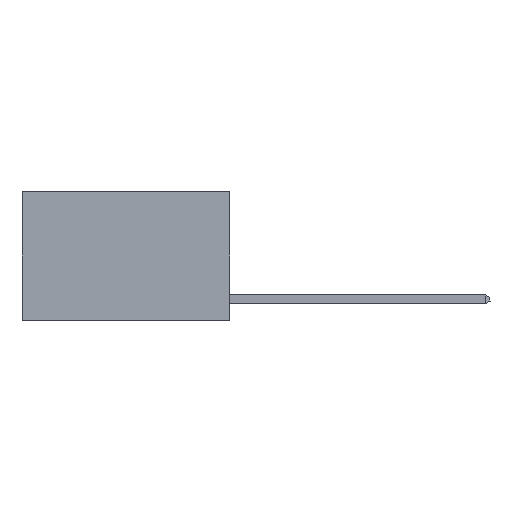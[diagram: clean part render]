
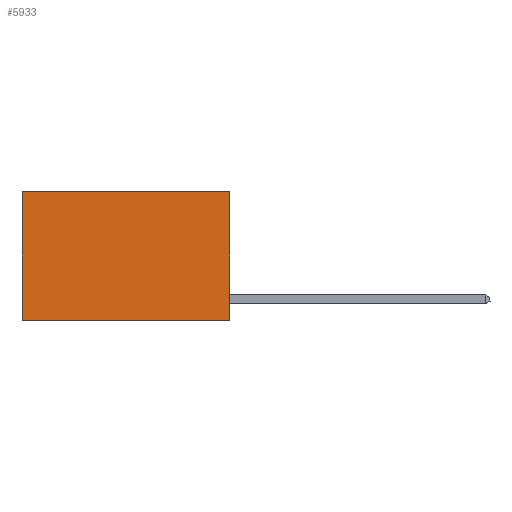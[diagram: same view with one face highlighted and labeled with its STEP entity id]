
A CAD part, left-side view. The second image highlights one B-rep face of the part: STEP entity #5933.
In plain terms, the highlighted planar face has unit normal (-1, 0, 0).
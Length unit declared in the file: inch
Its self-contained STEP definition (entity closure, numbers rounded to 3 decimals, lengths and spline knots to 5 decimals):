
#6 = LINE ( 'NONE', #17595, #12063 ) ;
#379 = CARTESIAN_POINT ( 'NONE',  ( 0.2625, 0., 0. ) ) ;
#1016 = VERTEX_POINT ( 'NONE', #17702 ) ;
#1139 = FACE_OUTER_BOUND ( 'NONE', #19640, .T. ) ;
#1186 = CARTESIAN_POINT ( 'NONE',  ( 0.2625, 0., 0. ) ) ;
#1612 = ORIENTED_EDGE ( 'NONE', *, *, #4298, .T. ) ;
#2615 = EDGE_CURVE ( 'NONE', #1016, #3485, #4366, .T. ) ;
#2947 = PLANE ( 'NONE',  #20137 ) ;
#3485 = VERTEX_POINT ( 'NONE', #15752 ) ;
#3828 = CARTESIAN_POINT ( 'NONE',  ( 0.2625, 0., 0. ) ) ;
#3896 = VECTOR ( 'NONE', #19664, 39.37008 ) ;
#4076 = VERTEX_POINT ( 'NONE', #20034 ) ;
#4298 = EDGE_CURVE ( 'NONE', #6321, #4076, #7303, .T. ) ;
#4366 = LINE ( 'NONE', #1186, #17390 ) ;
#5715 = CARTESIAN_POINT ( 'NONE',  ( 0.2625, 0.6, 0. ) ) ;
#5933 = ADVANCED_FACE ( 'NONE', ( #1139 ), #2947, .F. ) ;
#6012 = DIRECTION ( 'NONE',  ( 1., 0., 0. ) ) ;
#6255 = ORIENTED_EDGE ( 'NONE', *, *, #9411, .F. ) ;
#6321 = VERTEX_POINT ( 'NONE', #13241 ) ;
#7040 = LINE ( 'NONE', #379, #3896 ) ;
#7303 = LINE ( 'NONE', #5715, #13899 ) ;
#8566 = EDGE_CURVE ( 'NONE', #1016, #6321, #7040, .T. ) ;
#9411 = EDGE_CURVE ( 'NONE', #3485, #4076, #6, .T. ) ;
#10783 = DIRECTION ( 'NONE',  ( 0., 0., -1. ) ) ;
#12063 = VECTOR ( 'NONE', #17392, 39.37008 ) ;
#12174 = DIRECTION ( 'NONE',  ( 0., 0., -1. ) ) ;
#13241 = CARTESIAN_POINT ( 'NONE',  ( 0.2625, 0.6, 0. ) ) ;
#13665 = ORIENTED_EDGE ( 'NONE', *, *, #2615, .F. ) ;
#13899 = VECTOR ( 'NONE', #12174, 39.37008 ) ;
#14700 = ORIENTED_EDGE ( 'NONE', *, *, #8566, .T. ) ;
#15752 = CARTESIAN_POINT ( 'NONE',  ( 0.2625, 0., -0.37 ) ) ;
#17282 = DIRECTION ( 'NONE',  ( 0., 0., -1. ) ) ;
#17390 = VECTOR ( 'NONE', #17282, 39.37008 ) ;
#17392 = DIRECTION ( 'NONE',  ( 0., 1., 0. ) ) ;
#17595 = CARTESIAN_POINT ( 'NONE',  ( 0.2625, 0., -0.37 ) ) ;
#17702 = CARTESIAN_POINT ( 'NONE',  ( 0.2625, 0., 0. ) ) ;
#19640 = EDGE_LOOP ( 'NONE', ( #1612, #6255, #13665, #14700 ) ) ;
#19664 = DIRECTION ( 'NONE',  ( 0., 1., 0. ) ) ;
#20034 = CARTESIAN_POINT ( 'NONE',  ( 0.2625, 0.6, -0.37 ) ) ;
#20137 = AXIS2_PLACEMENT_3D ( 'NONE', #3828, #6012, #10783 ) ;
